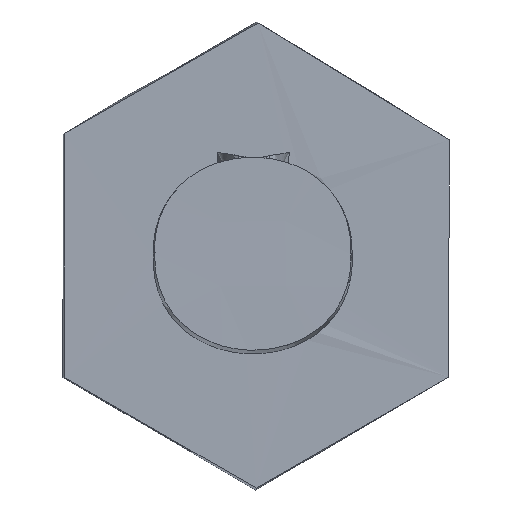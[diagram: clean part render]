
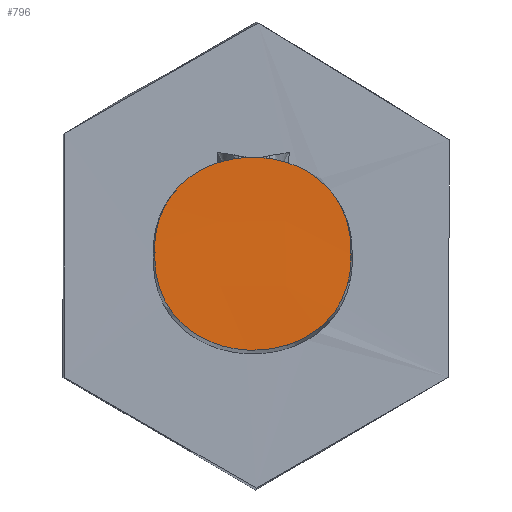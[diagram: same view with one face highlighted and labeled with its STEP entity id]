
A CAD part, top view. The second image highlights one B-rep face of the part: STEP entity #796.
In plain terms, the highlighted free-form (B-spline) face has degree [3, 3] with [4, 4] control points.
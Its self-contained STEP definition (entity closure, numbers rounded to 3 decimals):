
#561 = B_SPLINE_SURFACE_WITH_KNOTS('',3,3,(
    (#562,#563,#564,#565)
    ,(#566,#567,#568,#569)
    ,(#570,#571,#572,#573)
    ,(#574,#575,#576,#577
    )),.UNSPECIFIED.,.F.,.F.,.F.,(4,4),(4,4),(0.,1.),(0.,1.),
  .PIECEWISE_BEZIER_KNOTS.);
#562 = CARTESIAN_POINT('',(0.173,-0.009,
    -0.246));
#563 = CARTESIAN_POINT('',(0.173,-0.005,
    0.171));
#564 = CARTESIAN_POINT('',(0.182,-0.005,
    0.585));
#565 = CARTESIAN_POINT('',(0.175,-0.01,
    0.997));
#566 = CARTESIAN_POINT('',(0.169,0.214,-0.244
    ));
#567 = CARTESIAN_POINT('',(0.167,0.208,0.166)
  );
#568 = CARTESIAN_POINT('',(0.163,0.209,0.587)
  );
#569 = CARTESIAN_POINT('',(0.171,0.215,0.996));
#570 = CARTESIAN_POINT('',(-0.18,0.224,
    -0.242));
#571 = CARTESIAN_POINT('',(-0.179,0.217,0.174
    ));
#572 = CARTESIAN_POINT('',(-0.176,0.222,0.574
    ));
#573 = CARTESIAN_POINT('',(-0.18,0.226,0.999)
  );
#574 = CARTESIAN_POINT('',(-0.184,-0.006,
    -0.245));
#575 = CARTESIAN_POINT('',(-0.185,0.002,
    0.167));
#576 = CARTESIAN_POINT('',(-0.174,-0.002,
    0.586));
#577 = CARTESIAN_POINT('',(-0.178,-0.008,
    0.993));
#624 = B_SPLINE_SURFACE_WITH_KNOTS('',3,3,(
    (#625,#626,#627,#628)
    ,(#629,#630,#631,#632)
    ,(#633,#634,#635,#636)
    ,(#637,#638,#639,#640
    )),.UNSPECIFIED.,.F.,.F.,.F.,(4,4),(4,4),(0.,1.),(0.,1.),
  .PIECEWISE_BEZIER_KNOTS.);
#625 = CARTESIAN_POINT('',(-0.181,-0.002,
    -0.247));
#626 = CARTESIAN_POINT('',(-0.18,-0.004,
    0.168));
#627 = CARTESIAN_POINT('',(-0.176,-0.004,
    0.575));
#628 = CARTESIAN_POINT('',(-0.176,0.003,
    0.992));
#629 = CARTESIAN_POINT('',(-0.187,-0.227,
    -0.244));
#630 = CARTESIAN_POINT('',(-0.186,-0.232,
    0.163));
#631 = CARTESIAN_POINT('',(-0.182,-0.226,
    0.582));
#632 = CARTESIAN_POINT('',(-0.179,-0.229,0.993)
  );
#633 = CARTESIAN_POINT('',(0.17,-0.246,
    -0.245));
#634 = CARTESIAN_POINT('',(0.175,-0.237,0.177
    ));
#635 = CARTESIAN_POINT('',(0.167,-0.238,0.581
    ));
#636 = CARTESIAN_POINT('',(0.173,-0.241,0.998
    ));
#637 = CARTESIAN_POINT('',(0.17,-0.008,
    -0.238));
#638 = CARTESIAN_POINT('',(0.168,-0.018,
    0.169));
#639 = CARTESIAN_POINT('',(0.169,-0.009,
    0.593));
#640 = CARTESIAN_POINT('',(0.17,-0.006,
    0.999));
#652 = VERTEX_POINT('',#653);
#653 = CARTESIAN_POINT('',(0.178,-0.002,
    0.996));
#676 = EDGE_CURVE('',#677,#652,#679,.T.);
#677 = VERTEX_POINT('',#678);
#678 = CARTESIAN_POINT('',(-0.187,-0.002,
    0.997));
#679 = SURFACE_CURVE('',#680,(#685,#695),.PCURVE_S1.);
#680 = B_SPLINE_CURVE_WITH_KNOTS('',3,(#681,#682,#683,#684),
  .UNSPECIFIED.,.F.,.F.,(4,4),(0.,1.),.PIECEWISE_BEZIER_KNOTS.);
#681 = CARTESIAN_POINT('',(-0.187,-0.002,
    0.997));
#682 = CARTESIAN_POINT('',(-0.19,-0.24,
    0.999));
#683 = CARTESIAN_POINT('',(0.184,-0.24,0.995)
  );
#684 = CARTESIAN_POINT('',(0.178,-0.002,
    0.996));
#685 = PCURVE('',#624,#686);
#686 = DEFINITIONAL_REPRESENTATION('',(#687),#694);
#687 = B_SPLINE_CURVE_WITH_KNOTS('',5,(#688,#689,#690,#691,#692,#693),
  .UNSPECIFIED.,.F.,.F.,(6,6),(0.,1.),.PIECEWISE_BEZIER_KNOTS.);
#688 = CARTESIAN_POINT('',(0.007,1.004));
#689 = CARTESIAN_POINT('',(0.214,1.003));
#690 = CARTESIAN_POINT('',(0.344,1.002));
#691 = CARTESIAN_POINT('',(0.643,1.));
#692 = CARTESIAN_POINT('',(0.806,0.999));
#693 = CARTESIAN_POINT('',(1.006,0.998));
#694 = ( GEOMETRIC_REPRESENTATION_CONTEXT(2) 
PARAMETRIC_REPRESENTATION_CONTEXT() REPRESENTATION_CONTEXT('2D SPACE',''
  ) );
#695 = PCURVE('',#696,#713);
#696 = B_SPLINE_SURFACE_WITH_KNOTS('',3,3,(
    (#697,#698,#699,#700)
    ,(#701,#702,#703,#704)
    ,(#705,#706,#707,#708)
    ,(#709,#710,#711,#712
    )),.UNSPECIFIED.,.F.,.F.,.F.,(4,4),(4,4),(0.,1.),(0.,1.),
  .PIECEWISE_BEZIER_KNOTS.);
#697 = CARTESIAN_POINT('',(-0.187,-0.182,0.998));
#698 = CARTESIAN_POINT('',(-0.188,-0.059,
    0.998));
#699 = CARTESIAN_POINT('',(-0.188,0.061,
    0.997));
#700 = CARTESIAN_POINT('',(-0.188,0.183,0.997
    ));
#701 = CARTESIAN_POINT('',(-0.066,-0.18,
    0.996));
#702 = CARTESIAN_POINT('',(-0.065,-0.061,
    0.999));
#703 = CARTESIAN_POINT('',(-0.065,0.064,
    0.995));
#704 = CARTESIAN_POINT('',(-0.067,0.184,
    0.996));
#705 = CARTESIAN_POINT('',(0.058,-0.18,
    0.998));
#706 = CARTESIAN_POINT('',(0.057,-0.059,
    0.997));
#707 = CARTESIAN_POINT('',(0.057,0.062,
    0.998));
#708 = CARTESIAN_POINT('',(0.057,0.185,
    0.996));
#709 = CARTESIAN_POINT('',(0.181,-0.182,0.996
    ));
#710 = CARTESIAN_POINT('',(0.18,-0.058,
    0.998));
#711 = CARTESIAN_POINT('',(0.18,0.063,
    0.997));
#712 = CARTESIAN_POINT('',(0.179,0.185,0.996)
  );
#713 = DEFINITIONAL_REPRESENTATION('',(#714),#719);
#714 = B_SPLINE_CURVE_WITH_KNOTS('',3,(#715,#716,#717,#718),
  .UNSPECIFIED.,.F.,.F.,(4,4),(0.,1.),.PIECEWISE_BEZIER_KNOTS.);
#715 = CARTESIAN_POINT('',(0.002,0.491));
#716 = CARTESIAN_POINT('',(-0.005,-0.161));
#717 = CARTESIAN_POINT('',(1.008,-0.161));
#718 = CARTESIAN_POINT('',(0.996,0.489));
#719 = ( GEOMETRIC_REPRESENTATION_CONTEXT(2) 
PARAMETRIC_REPRESENTATION_CONTEXT() REPRESENTATION_CONTEXT('2D SPACE',''
  ) );
#796 = ADVANCED_FACE('',(#797),#696,.T.);
#797 = FACE_BOUND('',#798,.T.);
#798 = EDGE_LOOP('',(#799,#800));
#799 = ORIENTED_EDGE('',*,*,#676,.T.);
#800 = ORIENTED_EDGE('',*,*,#801,.T.);
#801 = EDGE_CURVE('',#652,#677,#802,.T.);
#802 = SURFACE_CURVE('',#803,(#808,#816),.PCURVE_S1.);
#803 = B_SPLINE_CURVE_WITH_KNOTS('',3,(#804,#805,#806,#807),
  .UNSPECIFIED.,.F.,.F.,(4,4),(0.,1.),.PIECEWISE_BEZIER_KNOTS.);
#804 = CARTESIAN_POINT('',(0.178,-0.002,
    0.996));
#805 = CARTESIAN_POINT('',(0.186,0.239,0.998)
  );
#806 = CARTESIAN_POINT('',(-0.194,0.239,0.997)
  );
#807 = CARTESIAN_POINT('',(-0.187,-0.002,
    0.997));
#808 = PCURVE('',#696,#809);
#809 = DEFINITIONAL_REPRESENTATION('',(#810),#815);
#810 = B_SPLINE_CURVE_WITH_KNOTS('',3,(#811,#812,#813,#814),
  .UNSPECIFIED.,.F.,.F.,(4,4),(0.,1.),.PIECEWISE_BEZIER_KNOTS.);
#811 = CARTESIAN_POINT('',(0.996,0.489));
#812 = CARTESIAN_POINT('',(1.019,1.148));
#813 = CARTESIAN_POINT('',(-0.016,1.153));
#814 = CARTESIAN_POINT('',(0.002,0.491));
#815 = ( GEOMETRIC_REPRESENTATION_CONTEXT(2) 
PARAMETRIC_REPRESENTATION_CONTEXT() REPRESENTATION_CONTEXT('2D SPACE',''
  ) );
#816 = PCURVE('',#561,#817);
#817 = DEFINITIONAL_REPRESENTATION('',(#818),#824);
#818 = B_SPLINE_CURVE_WITH_KNOTS('',4,(#819,#820,#821,#822,#823),
  .UNSPECIFIED.,.F.,.F.,(5,5),(0.,1.),.PIECEWISE_BEZIER_KNOTS.);
#819 = CARTESIAN_POINT('',(0.012,0.999));
#820 = CARTESIAN_POINT('',(0.286,1.));
#821 = CARTESIAN_POINT('',(0.494,1.001));
#822 = CARTESIAN_POINT('',(0.73,1.002));
#823 = CARTESIAN_POINT('',(0.991,1.003));
#824 = ( GEOMETRIC_REPRESENTATION_CONTEXT(2) 
PARAMETRIC_REPRESENTATION_CONTEXT() REPRESENTATION_CONTEXT('2D SPACE',''
  ) );
